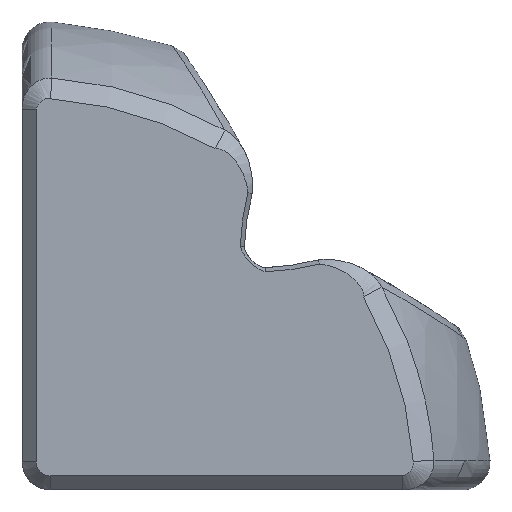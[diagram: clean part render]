
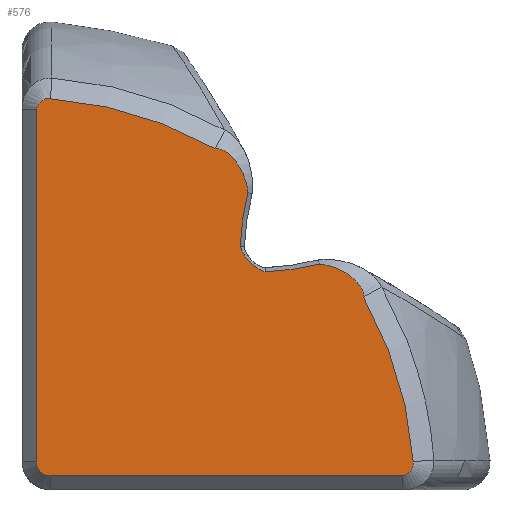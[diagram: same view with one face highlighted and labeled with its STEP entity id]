
A CAD part, left-side view. The second image highlights one B-rep face of the part: STEP entity #576.
In plain terms, the highlighted planar face has unit normal (-1, 0, 0).
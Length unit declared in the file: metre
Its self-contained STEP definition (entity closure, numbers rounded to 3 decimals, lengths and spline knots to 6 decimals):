
#45=LINE('',#876,#59);
#46=LINE('',#880,#60);
#59=VECTOR('',#695,1.);
#60=VECTOR('',#698,1.);
#72=PLANE('',#636);
#87=B_SPLINE_CURVE_WITH_KNOTS('',3,(#854,#855,#856,#857,#858,#859,#860,
#861,#862,#863,#864),.UNSPECIFIED.,.F.,.F.,(4,1,1,1,1,1,1,1,4),(0.,0.25,
0.5,0.625,0.6875,0.75,0.8125,0.875,1.),.UNSPECIFIED.);
#88=B_SPLINE_CURVE_WITH_KNOTS('',3,(#869,#870,#871,#872,#873,#874),
 .UNSPECIFIED.,.F.,.F.,(4,1,1,4),(0.,0.25,0.5,1.),.UNSPECIFIED.);
#89=B_SPLINE_CURVE_WITH_KNOTS('',3,(#882,#883,#884,#885,#886),
 .UNSPECIFIED.,.F.,.F.,(4,1,4),(0.,0.5,1.),.UNSPECIFIED.);
#90=B_SPLINE_CURVE_WITH_KNOTS('',3,(#890,#891,#892,#893,#894,#895,#896,
#897,#898,#899,#900),.UNSPECIFIED.,.F.,.F.,(4,1,1,1,1,1,1,1,4),(0.,0.125,
0.1875,0.25,0.3125,0.375,0.5,0.75,1.),.UNSPECIFIED.);
#91=B_SPLINE_CURVE_WITH_KNOTS('',3,(#902,#903,#904,#905),.UNSPECIFIED.,
 .F.,.F.,(4,4),(0.,1.),.UNSPECIFIED.);
#92=B_SPLINE_CURVE_WITH_KNOTS('',3,(#907,#908,#909,#910),.UNSPECIFIED.,
 .F.,.F.,(4,4),(0.,1.),.UNSPECIFIED.);
#93=B_SPLINE_CURVE_WITH_KNOTS('',3,(#912,#913,#914,#915),.UNSPECIFIED.,
 .F.,.F.,(4,4),(0.,1.),.UNSPECIFIED.);
#151=ORIENTED_EDGE('',*,*,#331,.T.);
#152=ORIENTED_EDGE('',*,*,#332,.T.);
#153=ORIENTED_EDGE('',*,*,#333,.T.);
#154=ORIENTED_EDGE('',*,*,#334,.T.);
#155=ORIENTED_EDGE('',*,*,#335,.T.);
#156=ORIENTED_EDGE('',*,*,#336,.T.);
#157=ORIENTED_EDGE('',*,*,#337,.T.);
#158=ORIENTED_EDGE('',*,*,#338,.T.);
#159=ORIENTED_EDGE('',*,*,#339,.T.);
#160=ORIENTED_EDGE('',*,*,#340,.T.);
#161=ORIENTED_EDGE('',*,*,#341,.T.);
#162=ORIENTED_EDGE('',*,*,#342,.T.);
#331=EDGE_CURVE('',#421,#422,#87,.T.);
#332=EDGE_CURVE('',#422,#423,#464,.F.);
#333=EDGE_CURVE('',#423,#424,#88,.T.);
#334=EDGE_CURVE('',#424,#425,#45,.T.);
#335=EDGE_CURVE('',#425,#426,#465,.F.);
#336=EDGE_CURVE('',#426,#427,#46,.T.);
#337=EDGE_CURVE('',#427,#428,#89,.T.);
#338=EDGE_CURVE('',#428,#429,#466,.F.);
#339=EDGE_CURVE('',#429,#430,#90,.T.);
#340=EDGE_CURVE('',#430,#431,#91,.T.);
#341=EDGE_CURVE('',#431,#432,#92,.T.);
#342=EDGE_CURVE('',#432,#421,#93,.T.);
#421=VERTEX_POINT('',#865);
#422=VERTEX_POINT('',#866);
#423=VERTEX_POINT('',#868);
#424=VERTEX_POINT('',#875);
#425=VERTEX_POINT('',#877);
#426=VERTEX_POINT('',#879);
#427=VERTEX_POINT('',#881);
#428=VERTEX_POINT('',#887);
#429=VERTEX_POINT('',#889);
#430=VERTEX_POINT('',#901);
#431=VERTEX_POINT('',#906);
#432=VERTEX_POINT('',#911);
#464=CIRCLE('',#637,0.016731);
#465=CIRCLE('',#638,0.0006);
#466=CIRCLE('',#639,0.016731);
#480=EDGE_LOOP('',(#151,#152,#153,#154,#155,#156,#157,#158,#159,#160,#161,
#162));
#527=FACE_BOUND('',#480,.T.);
#576=ADVANCED_FACE('',(#527),#72,.F.);
#636=AXIS2_PLACEMENT_3D('',#853,#691,#692);
#637=AXIS2_PLACEMENT_3D('',#867,#693,#694);
#638=AXIS2_PLACEMENT_3D('',#878,#696,#697);
#639=AXIS2_PLACEMENT_3D('',#888,#699,#700);
#691=DIRECTION('',(1.,0.,0.));
#692=DIRECTION('',(0.,1.,0.));
#693=DIRECTION('',(1.,0.,0.));
#694=DIRECTION('',(0.,0.,-1.));
#695=DIRECTION('',(0.,0.,-1.));
#696=DIRECTION('',(1.,0.,0.));
#697=DIRECTION('',(0.,0.,-1.));
#698=DIRECTION('',(0.,-1.,0.));
#699=DIRECTION('',(1.,0.,0.));
#700=DIRECTION('',(0.,0.,-1.));
#853=CARTESIAN_POINT('',(-0.01,-0.02,0.02));
#854=CARTESIAN_POINT('',(-0.01,-0.009632,0.01268));
#855=CARTESIAN_POINT('',(-0.01,-0.009618,0.012886));
#856=CARTESIAN_POINT('',(-0.01,-0.009539,0.013284));
#857=CARTESIAN_POINT('',(-0.01,-0.009295,0.013779));
#858=CARTESIAN_POINT('',(-0.01,-0.009079,0.014074));
#859=CARTESIAN_POINT('',(-0.01,-0.008938,0.014223));
#860=CARTESIAN_POINT('',(-0.01,-0.008852,0.014305));
#861=CARTESIAN_POINT('',(-0.01,-0.008665,0.014448));
#862=CARTESIAN_POINT('',(-0.01,-0.008465,0.014551));
#863=CARTESIAN_POINT('',(-0.01,-0.008318,0.014578));
#864=CARTESIAN_POINT('',(-0.01,-0.008227,0.014568));
#865=CARTESIAN_POINT('',(-0.01,-0.009632,0.01268));
#866=CARTESIAN_POINT('',(-0.01,-0.008227,0.014568));
#867=CARTESIAN_POINT('',(-0.01,0.,0.));
#868=CARTESIAN_POINT('',(-0.01,-0.001213,0.016687));
#869=CARTESIAN_POINT('',(-0.01,-0.001213,0.016687));
#870=CARTESIAN_POINT('',(-0.01,-0.001141,0.016684));
#871=CARTESIAN_POINT('',(-0.01,-0.001015,0.016701));
#872=CARTESIAN_POINT('',(-0.01,-0.000789,0.016578));
#873=CARTESIAN_POINT('',(-0.01,-0.000655,0.016395));
#874=CARTESIAN_POINT('',(-0.01,-0.0006,0.016237));
#875=CARTESIAN_POINT('',(-0.01,-0.0006,0.016237));
#876=CARTESIAN_POINT('',(-0.01,-0.0006,0.02));
#877=CARTESIAN_POINT('',(-0.01,-0.0006,0.0012));
#878=CARTESIAN_POINT('',(-0.01,-0.0012,0.0012));
#879=CARTESIAN_POINT('',(-0.01,-0.0012,0.0006));
#880=CARTESIAN_POINT('',(-0.01,-0.02,0.0006));
#881=CARTESIAN_POINT('',(-0.01,-0.016237,0.0006));
#882=CARTESIAN_POINT('',(-0.01,-0.016237,0.0006));
#883=CARTESIAN_POINT('',(-0.01,-0.016395,0.000655));
#884=CARTESIAN_POINT('',(-0.01,-0.016656,0.00084));
#885=CARTESIAN_POINT('',(-0.01,-0.016699,0.001076));
#886=CARTESIAN_POINT('',(-0.01,-0.016687,0.001213));
#887=CARTESIAN_POINT('',(-0.01,-0.016687,0.001213));
#888=CARTESIAN_POINT('',(-0.01,0.,0.));
#889=CARTESIAN_POINT('',(-0.01,-0.014568,0.008227));
#890=CARTESIAN_POINT('',(-0.01,-0.014568,0.008227));
#891=CARTESIAN_POINT('',(-0.01,-0.014578,0.008319));
#892=CARTESIAN_POINT('',(-0.01,-0.014551,0.008468));
#893=CARTESIAN_POINT('',(-0.01,-0.014445,0.00867));
#894=CARTESIAN_POINT('',(-0.01,-0.014298,0.008861));
#895=CARTESIAN_POINT('',(-0.01,-0.014217,0.008944));
#896=CARTESIAN_POINT('',(-0.01,-0.014068,0.009083));
#897=CARTESIAN_POINT('',(-0.01,-0.013775,0.009296));
#898=CARTESIAN_POINT('',(-0.01,-0.013282,0.00954));
#899=CARTESIAN_POINT('',(-0.01,-0.012885,0.009618));
#900=CARTESIAN_POINT('',(-0.01,-0.01268,0.009632));
#901=CARTESIAN_POINT('',(-0.01,-0.01268,0.009632));
#902=CARTESIAN_POINT('',(-0.01,-0.01268,0.009632));
#903=CARTESIAN_POINT('',(-0.01,-0.0119,0.009441));
#904=CARTESIAN_POINT('',(-0.01,-0.01113,0.009333));
#905=CARTESIAN_POINT('',(-0.01,-0.01037,0.009306));
#906=CARTESIAN_POINT('',(-0.01,-0.01037,0.009306));
#907=CARTESIAN_POINT('',(-0.01,-0.01037,0.009306));
#908=CARTESIAN_POINT('',(-0.01,-0.009907,0.00945));
#909=CARTESIAN_POINT('',(-0.01,-0.00945,0.009907));
#910=CARTESIAN_POINT('',(-0.01,-0.009306,0.01037));
#911=CARTESIAN_POINT('',(-0.01,-0.009306,0.01037));
#912=CARTESIAN_POINT('',(-0.01,-0.009306,0.01037));
#913=CARTESIAN_POINT('',(-0.01,-0.009333,0.01113));
#914=CARTESIAN_POINT('',(-0.01,-0.009441,0.0119));
#915=CARTESIAN_POINT('',(-0.01,-0.009632,0.01268));
